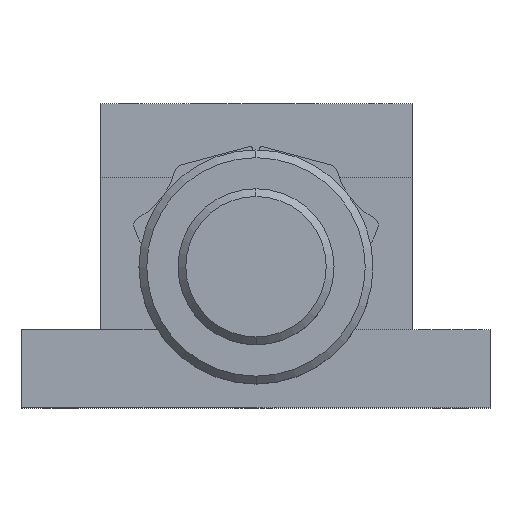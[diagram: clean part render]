
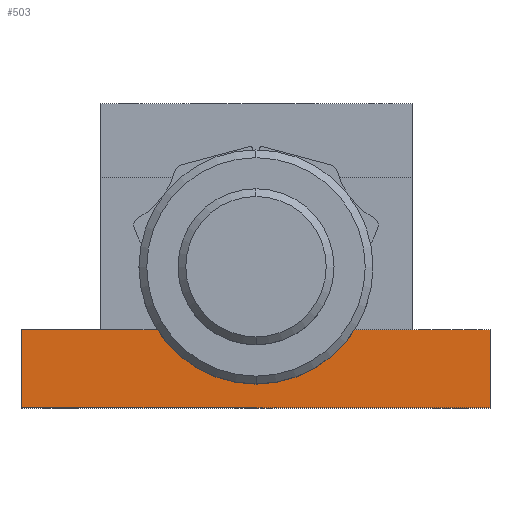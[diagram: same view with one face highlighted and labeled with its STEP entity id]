
A CAD part, top view. The second image highlights one B-rep face of the part: STEP entity #503.
In plain terms, the highlighted planar face has unit normal (0, 0, 1).
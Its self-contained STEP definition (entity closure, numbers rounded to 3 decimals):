
#503 = ADVANCED_FACE( '', ( #1105 ), #1106, .T. );
#1105 = FACE_OUTER_BOUND( '', #1732, .T. );
#1106 = PLANE( '', #1733 );
#1732 = EDGE_LOOP( '', ( #3890, #3891, #3892, #3893 ) );
#1733 = AXIS2_PLACEMENT_3D( '', #3894, #3895, #3896 );
#3890 = ORIENTED_EDGE( '', *, *, #4629, .T. );
#3891 = ORIENTED_EDGE( '', *, *, #4630, .F. );
#3892 = ORIENTED_EDGE( '', *, *, #4631, .F. );
#3893 = ORIENTED_EDGE( '', *, *, #4632, .T. );
#3894 = CARTESIAN_POINT( '', ( -30., 0., 30. ) );
#3895 = DIRECTION( '', ( 0., 0., 1. ) );
#3896 = DIRECTION( '', ( -1., 0., 0. ) );
#4629 = EDGE_CURVE( '', #5708, #5709, #5710, .T. );
#4630 = EDGE_CURVE( '', #5711, #5709, #5712, .T. );
#4631 = EDGE_CURVE( '', #5713, #5711, #5714, .T. );
#4632 = EDGE_CURVE( '', #5713, #5708, #5715, .T. );
#5708 = VERTEX_POINT( '', #7178 );
#5709 = VERTEX_POINT( '', #7179 );
#5710 = LINE( '', #7180, #7181 );
#5711 = VERTEX_POINT( '', #7182 );
#5712 = LINE( '', #7183, #7184 );
#5713 = VERTEX_POINT( '', #7185 );
#5714 = LINE( '', #7186, #7187 );
#5715 = LINE( '', #7188, #7189 );
#7178 = CARTESIAN_POINT( '', ( -30., -10., 30. ) );
#7179 = CARTESIAN_POINT( '', ( 30., -10., 30. ) );
#7180 = CARTESIAN_POINT( '', ( -30., -10., 30. ) );
#7181 = VECTOR( '', #8415, 1. );
#7182 = CARTESIAN_POINT( '', ( 30., 0., 30. ) );
#7183 = CARTESIAN_POINT( '', ( 30., 0., 30. ) );
#7184 = VECTOR( '', #8416, 1. );
#7185 = CARTESIAN_POINT( '', ( -30., 0., 30. ) );
#7186 = CARTESIAN_POINT( '', ( -30., 0., 30. ) );
#7187 = VECTOR( '', #8417, 1. );
#7188 = CARTESIAN_POINT( '', ( -30., 0., 30. ) );
#7189 = VECTOR( '', #8418, 1. );
#8415 = DIRECTION( '', ( 1., 0., 0. ) );
#8416 = DIRECTION( '', ( 0., -1., 0. ) );
#8417 = DIRECTION( '', ( 1., 0., 0. ) );
#8418 = DIRECTION( '', ( 0., -1., 0. ) );
